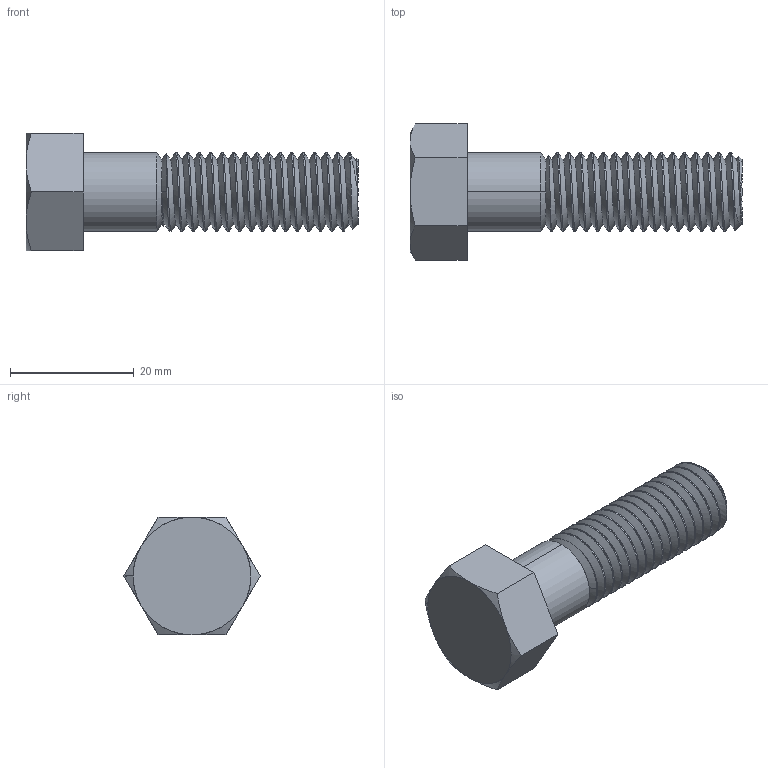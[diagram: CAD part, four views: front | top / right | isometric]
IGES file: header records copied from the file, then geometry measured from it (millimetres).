
Start section: SolidWorks IGES file using analytic representation for surfaces
Global section: file name: B006HYCKPG.3D.IGS; native system: SolidWorks 2010; preprocessor: SolidWorks 2010; author: yt00503; date: 130222.170120; units: inch
Bounding box: 53.7 x 22 x 19.05 mm (x, y, z)
Surface area: 3615.9 mm2 (no closed solid volume)
Topology: 0 solids, 0 shells, 61 faces, 1839 edges, 1839 vertices
Faces by surface type: revolution 50, bspline 11
